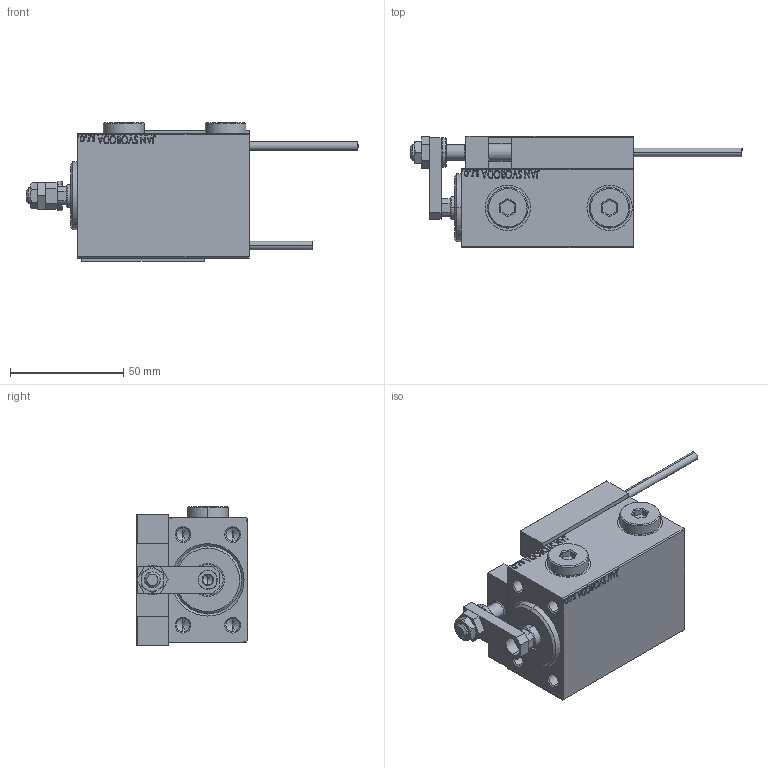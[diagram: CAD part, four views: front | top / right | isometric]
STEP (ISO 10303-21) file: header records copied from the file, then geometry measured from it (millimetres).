
FILE_DESCRIPTION (( 'STEP AP203' ), '1' );
FILE_NAME ('c07d.STEP', '2024-02-13T07:58:42', ( '' ), ( '' ), 'SwSTEP 2.0', 'SolidWorks 2019', '' );
FILE_SCHEMA (( 'CONFIG_CONTROL_DESIGN' ));
Length unit declared in the file: millimetre
Products named in the file (17): MAGNET 1bc21d4bb36a128a2fda7f4e3e3e6070; SWITCH DIM B,W 1bc21d4bb36a128a2fda7f4e3e3e6070; V450CM_B_Body 1bc21d4bb36a128a2fda7f4e3e3e6070; SWITCH_X_FRONT_BACK 1bc21d4bb36a128a2fda7f4e3e3e6070; NUT_D12 1bc21d4bb36a128a2fda7f4e3e3e6070; TYC_L79 1bc21d4bb36a128a2fda7f4e3e3e6070; SWITCH X 1bc21d4bb36a128a2fda7f4e3e3e6070; NUT_D10 1bc21d4bb36a128a2fda7f4e3e3e6070; ALLEN BOLT D5 1bc21d4bb36a128a2fda7f4e3e3e6070; V450CM_B_VCP 1bc21d4bb36a128a2fda7f4e3e3e6070; ALLEN BOLT D8 1bc21d4bb36a128a2fda7f4e3e3e6070; KONCOVKA 1bc21d4bb36a128a2fda7f4e3e3e6070; Zatka_OIL_PORT 1bc21d4bb36a128a2fda7f4e3e3e6070; ZARAZKA 1bc21d4bb36a128a2fda7f4e3e3e6070; Block 1bc21d4bb36a128a2fda7f4e3e3e6070; V450CM_VC_B 1bc21d4bb36a128a2fda7f4e3e3e6070; c07d
Assembly tree (27 placements, depth 3):
  c07d
    V450CM_B_Body 1bc21d4bb36a128a2fda7f4e3e3e6070
    V450CM_B_VCP 1bc21d4bb36a128a2fda7f4e3e3e6070
    SWITCH X 1bc21d4bb36a128a2fda7f4e3e3e6070
      SWITCH_X_FRONT_BACK 1bc21d4bb36a128a2fda7f4e3e3e6070  x2
      TYC_L79 1bc21d4bb36a128a2fda7f4e3e3e6070
      Block 1bc21d4bb36a128a2fda7f4e3e3e6070  x2
      ALLEN BOLT D5 1bc21d4bb36a128a2fda7f4e3e3e6070  x4
      ALLEN BOLT D8 1bc21d4bb36a128a2fda7f4e3e3e6070  x4
      MAGNET 1bc21d4bb36a128a2fda7f4e3e3e6070  x2
      KONCOVKA 1bc21d4bb36a128a2fda7f4e3e3e6070  x2
    NUT_D10 1bc21d4bb36a128a2fda7f4e3e3e6070
    NUT_D12 1bc21d4bb36a128a2fda7f4e3e3e6070
    SWITCH DIM B,W 1bc21d4bb36a128a2fda7f4e3e3e6070
    ZARAZKA 1bc21d4bb36a128a2fda7f4e3e3e6070
    V450CM_VC_B 1bc21d4bb36a128a2fda7f4e3e3e6070
    Zatka_OIL_PORT 1bc21d4bb36a128a2fda7f4e3e3e6070  x2
Bounding box: 146.7 x 49 x 61.4 mm (x, y, z)
Volume: 179830.5 mm3; surface area: 55172.6 mm2
Topology: 26 solids, 26 shells, 1372 faces, 3272 edges, 2070 vertices
Faces by surface type: plane 595, bspline 380, cylinder 200, cone 149, torus 44, sphere 4
Entity records: 52464 total; most frequent: CARTESIAN_POINT 26463, ORIENTED_EDGE 5452, DIRECTION 3779, EDGE_CURVE 2726, VERTEX_POINT 1770, VECTOR 1575, LINE 1575, EDGE_LOOP 1266
